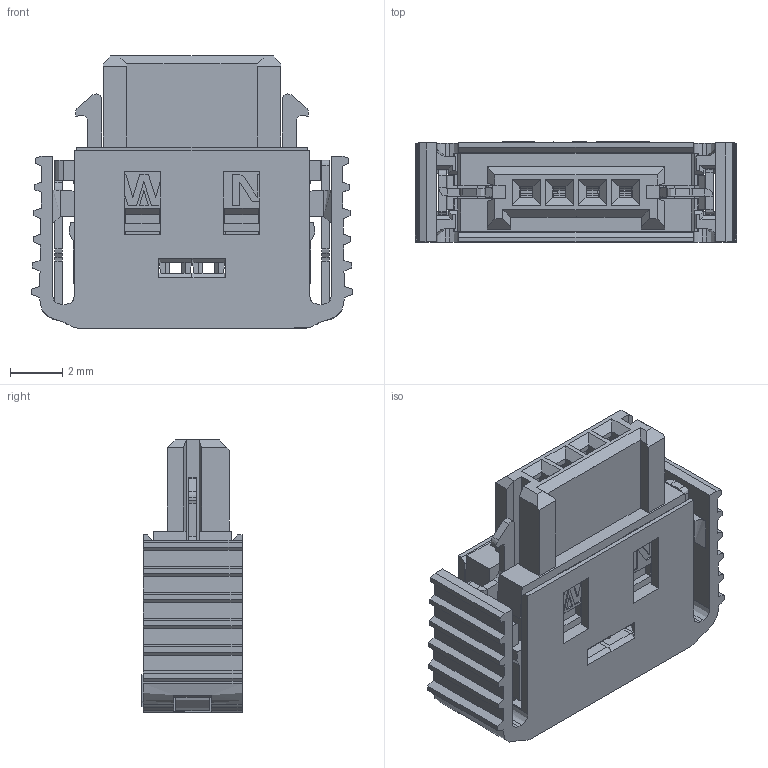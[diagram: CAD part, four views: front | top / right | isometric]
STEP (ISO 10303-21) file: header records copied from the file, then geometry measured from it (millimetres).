
FILE_DESCRIPTION( ('This file contains a STEP AP42 implementation' ,'as created by ZW3D STEP Interface translator.') ,'2;1' );
FILE_NAME( '3917-004RXXTM1WBT1.stp' ,'23 926.11 451', (''), ('ZWCAD Software Co.'), 'Version 1.0', 'ZW3D to STEP translator', '' );
FILE_SCHEMA(('AUTOMOTIVE_DESIGN { 1 0 10303 214 1 1 1 1 }'));
Length unit declared in the file: millimetre
Products named in the file (2): 0; 3917-004RXXTM1WBT1
Bounding box: 12.33 x 3.85 x 10.45 mm (x, y, z)
Volume: 254.9 mm3
Topology: 1 solids, 7 shells, 1500 faces, 4168 edges, 2666 vertices
Faces by surface type: plane 1039, cylinder 360, bspline 77, cone 24
Entity records: 53068 total; most frequent: CARTESIAN_POINT 13314, ORIENTED_EDGE 8366, DIRECTION 7399, EDGE_CURVE 4171, VECTOR 3191, LINE 3191, VERTEX_POINT 2668, AXIS2_PLACEMENT_3D 2104
